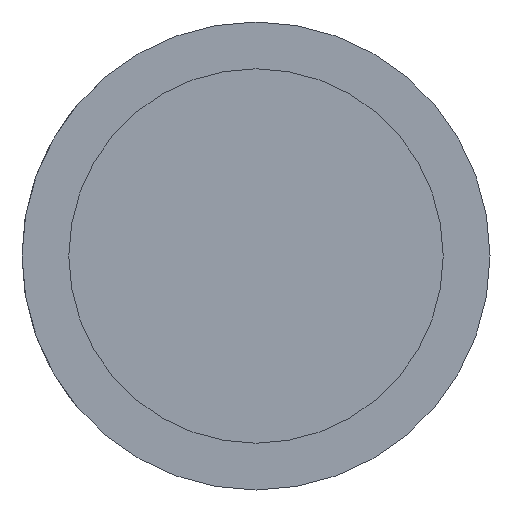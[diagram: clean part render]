
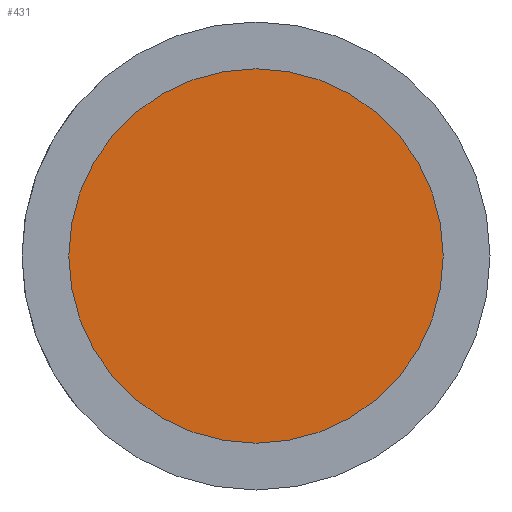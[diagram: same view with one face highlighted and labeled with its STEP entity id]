
A CAD part, left-side view. The second image highlights one B-rep face of the part: STEP entity #431.
In plain terms, the highlighted planar face has unit normal (-1, 0, 0).
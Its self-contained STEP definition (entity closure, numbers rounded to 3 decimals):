
#7 = EDGE_CURVE ( 'NONE', #348, #387, #365, .T. ) ;
#21 = FACE_OUTER_BOUND ( 'NONE', #434, .T. ) ;
#33 = CARTESIAN_POINT ( 'NONE',  ( -13.75, 0., 0. ) ) ;
#37 = DIRECTION ( 'NONE',  ( 0., -1., 0. ) ) ;
#56 = AXIS2_PLACEMENT_3D ( 'NONE', #33, #424, #68 ) ;
#64 = CIRCLE ( 'NONE', #56, 4. ) ;
#68 = DIRECTION ( 'NONE',  ( 0., 1., 0. ) ) ;
#77 = PLANE ( 'NONE',  #474 ) ;
#84 = CARTESIAN_POINT ( 'NONE',  ( -13.75, 0., 0. ) ) ;
#146 = CARTESIAN_POINT ( 'NONE',  ( -13.75, -4., 0. ) ) ;
#161 = ORIENTED_EDGE ( 'NONE', *, *, #367, .F. ) ;
#165 = DIRECTION ( 'NONE',  ( 0., 1., 0. ) ) ;
#274 = AXIS2_PLACEMENT_3D ( 'NONE', #84, #358, #165 ) ;
#284 = CARTESIAN_POINT ( 'NONE',  ( -13.75, 0., 0. ) ) ;
#290 = ORIENTED_EDGE ( 'NONE', *, *, #7, .F. ) ;
#345 = CARTESIAN_POINT ( 'NONE',  ( -13.75, 4., 0. ) ) ;
#348 = VERTEX_POINT ( 'NONE', #345 ) ;
#357 = DIRECTION ( 'NONE',  ( -1., 0., 0. ) ) ;
#358 = DIRECTION ( 'NONE',  ( 1., 0., 0. ) ) ;
#365 = CIRCLE ( 'NONE', #274, 4. ) ;
#367 = EDGE_CURVE ( 'NONE', #387, #348, #64, .T. ) ;
#387 = VERTEX_POINT ( 'NONE', #146 ) ;
#424 = DIRECTION ( 'NONE',  ( 1., 0., 0. ) ) ;
#431 = ADVANCED_FACE ( 'NONE', ( #21 ), #77, .T. ) ;
#434 = EDGE_LOOP ( 'NONE', ( #290, #161 ) ) ;
#474 = AXIS2_PLACEMENT_3D ( 'NONE', #284, #357, #37 ) ;
